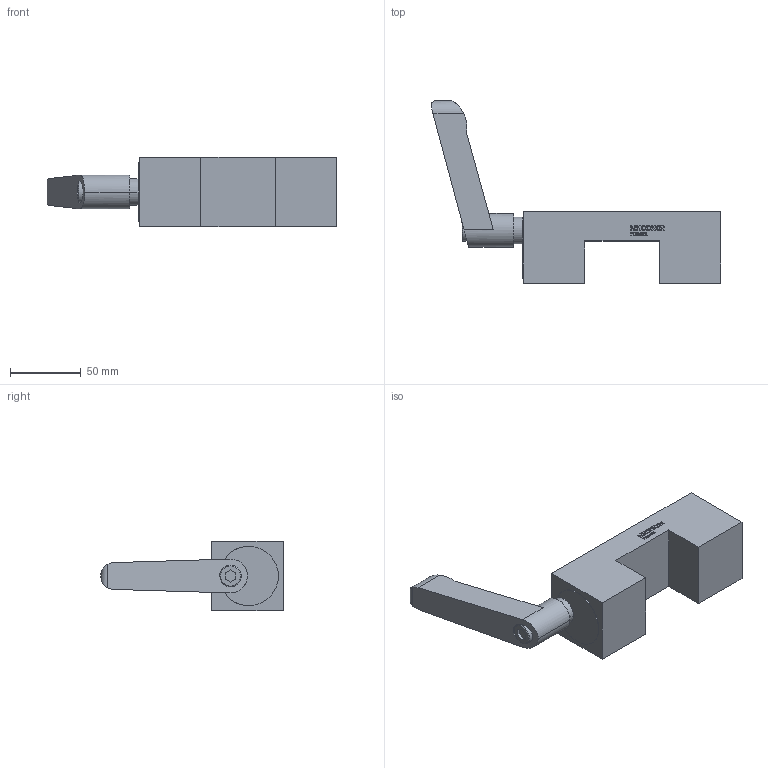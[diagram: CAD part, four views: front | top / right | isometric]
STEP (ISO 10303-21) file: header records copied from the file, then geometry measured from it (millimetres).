
FILE_DESCRIPTION((''),'2;1');
FILE_NAME('FE5501A','2023-07-07T17:12:42',('lx'),(''),'CREO PARAMETRIC BY PTC INC, 2018100','CREO PARAMETRIC BY PTC INC, 2018100','');
FILE_SCHEMA(('CONFIG_CONTROL_DESIGN'));
Length unit declared in the file: millimetre
Products named in the file (1): FE5501A
Bounding box: 205.5 x 129.5 x 49 mm (x, y, z)
Volume: 305152.2 mm3; surface area: 55146.3 mm2
Topology: 1 solids, 4 shells, 401 faces, 1096 edges, 732 vertices
Faces by surface type: plane 366, cylinder 31, cone 4
Entity records: 12607 total; most frequent: CARTESIAN_POINT 2355, ORIENTED_EDGE 2190, DIRECTION 1940, EDGE_CURVE 1096, VECTOR 1016, LINE 1016, VERTEX_POINT 732, AXIS2_PLACEMENT_3D 462
